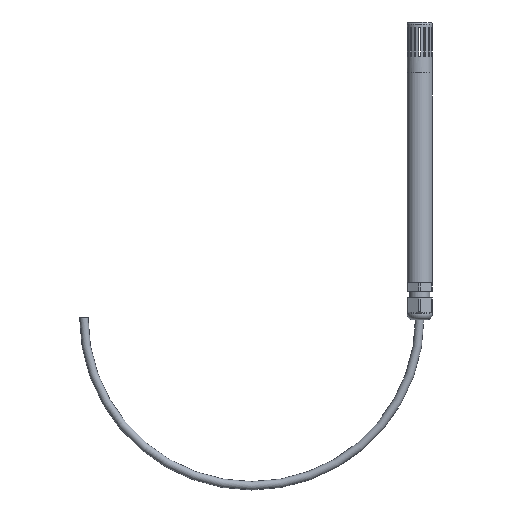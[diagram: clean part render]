
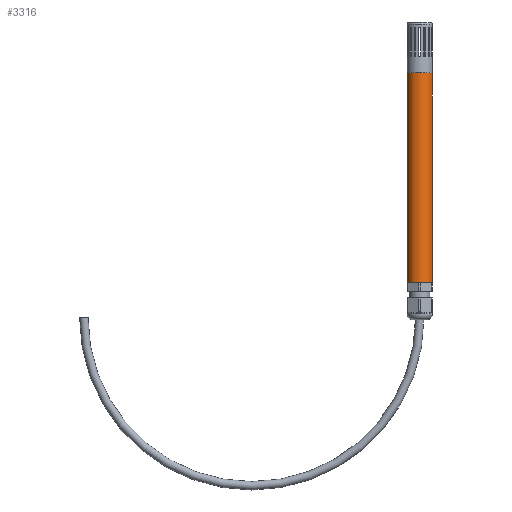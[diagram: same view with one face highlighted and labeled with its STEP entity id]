
A CAD part, front view. The second image highlights one B-rep face of the part: STEP entity #3316.
In plain terms, the highlighted cylindrical face has radius 7.5 mm (diameter 15 mm), a full revolution.
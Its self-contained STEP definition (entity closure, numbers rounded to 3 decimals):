
#340=LINE('',#5052,#612);
#612=VECTOR('',#4114,7.5);
#856=CYLINDRICAL_SURFACE('',#3608,7.5);
#936=FACE_OUTER_BOUND('',#1123,.T.);
#1123=EDGE_LOOP('',(#2517,#2518,#2519,#2520));
#1321=CIRCLE('',#3604,7.5);
#1324=CIRCLE('',#3609,7.5);
#1490=VERTEX_POINT('',#5042);
#1493=VERTEX_POINT('',#5051);
#1871=EDGE_CURVE('',#1490,#1490,#1321,.T.);
#1875=EDGE_CURVE('',#1490,#1493,#340,.T.);
#1876=EDGE_CURVE('',#1493,#1493,#1324,.T.);
#2517=ORIENTED_EDGE('',*,*,#1871,.F.);
#2518=ORIENTED_EDGE('',*,*,#1875,.T.);
#2519=ORIENTED_EDGE('',*,*,#1876,.T.);
#2520=ORIENTED_EDGE('',*,*,#1875,.F.);
#3316=ADVANCED_FACE('',(#936),#856,.T.);
#3604=AXIS2_PLACEMENT_3D('',#5043,#4103,#4104);
#3608=AXIS2_PLACEMENT_3D('',#5050,#4112,#4113);
#3609=AXIS2_PLACEMENT_3D('',#5053,#4115,#4116);
#4103=DIRECTION('center_axis',(0.,0.,1.));
#4104=DIRECTION('ref_axis',(-1.,0.,0.));
#4112=DIRECTION('center_axis',(0.,0.,1.));
#4113=DIRECTION('ref_axis',(1.,0.,0.));
#4114=DIRECTION('',(0.,0.,-1.));
#4115=DIRECTION('center_axis',(0.,0.,1.));
#4116=DIRECTION('ref_axis',(1.,0.,0.));
#5042=CARTESIAN_POINT('',(-7.5,0.,125.));
#5043=CARTESIAN_POINT('Origin',(0.,0.,125.));
#5050=CARTESIAN_POINT('Origin',(0.,0.,0.));
#5051=CARTESIAN_POINT('',(-7.5,0.,0.));
#5052=CARTESIAN_POINT('',(-7.5,0.,0.));
#5053=CARTESIAN_POINT('Origin',(0.,0.,0.));
